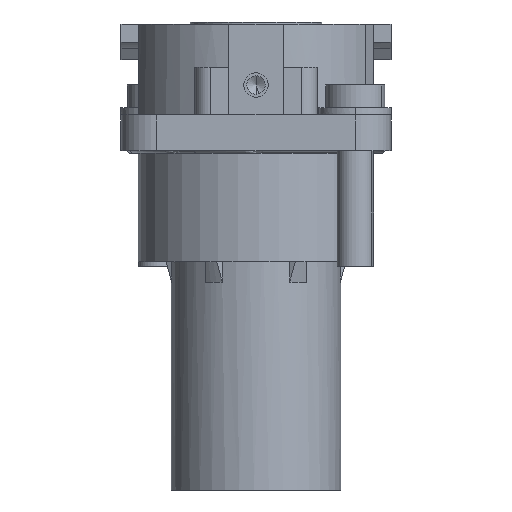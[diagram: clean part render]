
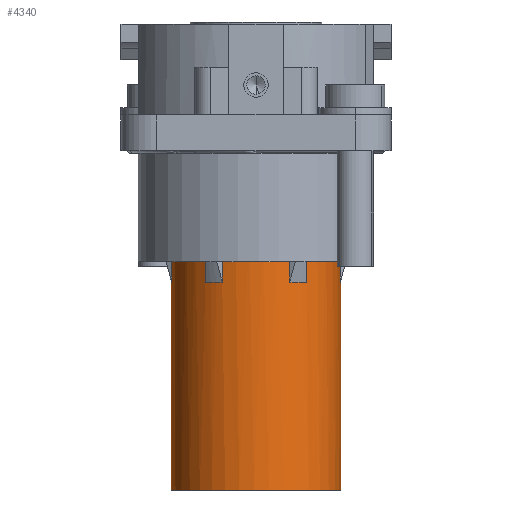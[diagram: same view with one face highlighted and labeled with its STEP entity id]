
A CAD part, front view. The second image highlights one B-rep face of the part: STEP entity #4340.
In plain terms, the highlighted cylindrical face has radius 18.75 mm (diameter 37.5 mm), a partial arc.
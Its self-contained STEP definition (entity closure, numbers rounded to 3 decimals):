
#4194=AXIS2_PLACEMENT_3D('Circle Axis2P3D',#4192,#4193,$) ;
#4217=AXIS2_PLACEMENT_3D('Cylinder Axis2P3D',#4214,#4215,#4216) ;
#4221=AXIS2_PLACEMENT_3D('Circle Axis2P3D',#4219,#4220,$) ;
#4237=AXIS2_PLACEMENT_3D('Circle Axis2P3D',#4235,#4236,$) ;
#4251=AXIS2_PLACEMENT_3D('Circle Axis2P3D',#4249,#4250,$) ;
#4265=AXIS2_PLACEMENT_3D('Circle Axis2P3D',#4263,#4264,$) ;
#4279=AXIS2_PLACEMENT_3D('Circle Axis2P3D',#4277,#4278,$) ;
#4293=AXIS2_PLACEMENT_3D('Circle Axis2P3D',#4291,#4292,$) ;
#4307=AXIS2_PLACEMENT_3D('Circle Axis2P3D',#4305,#4306,$) ;
#4161=CARTESIAN_POINT('Vertex',(48.525,37.74,58.4)) ;
#4189=CARTESIAN_POINT('Vertex',(41.083,24.85,58.4)) ;
#4192=CARTESIAN_POINT('Axis2P3D Location',(29.9,39.9,58.4)) ;
#4214=CARTESIAN_POINT('Axis2P3D Location',(29.9,39.9,51.65)) ;
#4219=CARTESIAN_POINT('Axis2P3D Location',(29.9,39.9,45.9)) ;
#4223=CARTESIAN_POINT('Vertex',(41.083,24.85,45.9)) ;
#4225=CARTESIAN_POINT('Vertex',(37.342,22.69,45.9)) ;
#4228=CARTESIAN_POINT('Line Origine',(37.342,22.69,30.2)) ;
#4232=CARTESIAN_POINT('Vertex',(37.342,22.69,58.4)) ;
#4235=CARTESIAN_POINT('Axis2P3D Location',(29.9,39.9,58.4)) ;
#4239=CARTESIAN_POINT('Vertex',(22.458,22.69,58.4)) ;
#4242=CARTESIAN_POINT('Line Origine',(22.458,22.69,30.2)) ;
#4246=CARTESIAN_POINT('Vertex',(22.458,22.69,45.9)) ;
#4249=CARTESIAN_POINT('Axis2P3D Location',(29.9,39.9,45.9)) ;
#4253=CARTESIAN_POINT('Vertex',(18.717,24.85,45.9)) ;
#4256=CARTESIAN_POINT('Line Origine',(18.717,24.85,30.2)) ;
#4260=CARTESIAN_POINT('Vertex',(18.717,24.85,58.4)) ;
#4263=CARTESIAN_POINT('Axis2P3D Location',(29.9,39.9,58.4)) ;
#4267=CARTESIAN_POINT('Vertex',(11.275,37.74,58.4)) ;
#4270=CARTESIAN_POINT('Line Origine',(11.275,37.74,30.2)) ;
#4274=CARTESIAN_POINT('Vertex',(11.275,37.74,45.9)) ;
#4277=CARTESIAN_POINT('Axis2P3D Location',(29.9,39.9,45.9)) ;
#4281=CARTESIAN_POINT('Vertex',(11.155,40.342,45.9)) ;
#4284=CARTESIAN_POINT('Line Origine',(11.155,40.342,30.2)) ;
#4288=CARTESIAN_POINT('Vertex',(11.155,40.342,0.)) ;
#4291=CARTESIAN_POINT('Axis2P3D Location',(29.9,39.9,0.)) ;
#4295=CARTESIAN_POINT('Vertex',(48.645,39.458,0.)) ;
#4298=CARTESIAN_POINT('Line Origine',(48.645,39.458,30.2)) ;
#4302=CARTESIAN_POINT('Vertex',(48.645,39.458,45.9)) ;
#4305=CARTESIAN_POINT('Axis2P3D Location',(29.9,39.9,45.9)) ;
#4309=CARTESIAN_POINT('Vertex',(48.525,37.74,45.9)) ;
#4312=CARTESIAN_POINT('Line Origine',(48.525,37.74,30.2)) ;
#4317=CARTESIAN_POINT('Line Origine',(41.083,24.85,30.2)) ;
#4193=DIRECTION('Axis2P3D Direction',(0.,0.,1.)) ;
#4215=DIRECTION('Axis2P3D Direction',(0.,0.,1.)) ;
#4216=DIRECTION('Axis2P3D XDirection',(-1.,0.024,0.)) ;
#4220=DIRECTION('Axis2P3D Direction',(0.,0.,1.)) ;
#4229=DIRECTION('Vector Direction',(0.,0.,1.)) ;
#4236=DIRECTION('Axis2P3D Direction',(0.,0.,1.)) ;
#4243=DIRECTION('Vector Direction',(0.,0.,1.)) ;
#4250=DIRECTION('Axis2P3D Direction',(0.,0.,1.)) ;
#4257=DIRECTION('Vector Direction',(0.,0.,1.)) ;
#4264=DIRECTION('Axis2P3D Direction',(0.,0.,1.)) ;
#4271=DIRECTION('Vector Direction',(0.,0.,1.)) ;
#4278=DIRECTION('Axis2P3D Direction',(0.,0.,1.)) ;
#4285=DIRECTION('Vector Direction',(0.,0.,1.)) ;
#4292=DIRECTION('Axis2P3D Direction',(0.,0.,1.)) ;
#4299=DIRECTION('Vector Direction',(0.,0.,1.)) ;
#4306=DIRECTION('Axis2P3D Direction',(0.,0.,1.)) ;
#4313=DIRECTION('Vector Direction',(0.,0.,1.)) ;
#4318=DIRECTION('Vector Direction',(0.,0.,1.)) ;
#4230=VECTOR('Line Direction',#4229,1.) ;
#4244=VECTOR('Line Direction',#4243,1.) ;
#4258=VECTOR('Line Direction',#4257,1.) ;
#4272=VECTOR('Line Direction',#4271,1.) ;
#4286=VECTOR('Line Direction',#4285,1.) ;
#4300=VECTOR('Line Direction',#4299,1.) ;
#4314=VECTOR('Line Direction',#4313,1.) ;
#4319=VECTOR('Line Direction',#4318,1.) ;
#4323=ORIENTED_EDGE('',*,*,#4227,.T.) ;
#4324=ORIENTED_EDGE('',*,*,#4234,.F.) ;
#4325=ORIENTED_EDGE('',*,*,#4241,.F.) ;
#4326=ORIENTED_EDGE('',*,*,#4248,.T.) ;
#4327=ORIENTED_EDGE('',*,*,#4255,.T.) ;
#4328=ORIENTED_EDGE('',*,*,#4262,.F.) ;
#4329=ORIENTED_EDGE('',*,*,#4269,.F.) ;
#4330=ORIENTED_EDGE('',*,*,#4276,.T.) ;
#4331=ORIENTED_EDGE('',*,*,#4283,.T.) ;
#4332=ORIENTED_EDGE('',*,*,#4290,.T.) ;
#4333=ORIENTED_EDGE('',*,*,#4297,.T.) ;
#4334=ORIENTED_EDGE('',*,*,#4304,.F.) ;
#4335=ORIENTED_EDGE('',*,*,#4311,.T.) ;
#4336=ORIENTED_EDGE('',*,*,#4316,.F.) ;
#4337=ORIENTED_EDGE('',*,*,#4196,.F.) ;
#4338=ORIENTED_EDGE('',*,*,#4321,.T.) ;
#4340=ADVANCED_FACE('Hauptk\X2\00F6\X0\rper',(#4339),#4218,.T.) ;
#4195=CIRCLE('generated circle',#4194,18.75) ;
#4222=CIRCLE('generated circle',#4221,18.75) ;
#4238=CIRCLE('generated circle',#4237,18.75) ;
#4252=CIRCLE('generated circle',#4251,18.75) ;
#4266=CIRCLE('generated circle',#4265,18.75) ;
#4280=CIRCLE('generated circle',#4279,18.75) ;
#4294=CIRCLE('generated circle',#4293,18.75) ;
#4308=CIRCLE('generated circle',#4307,18.75) ;
#4218=CYLINDRICAL_SURFACE('generated cylinder',#4217,18.75) ;
#4196=EDGE_CURVE('',#4190,#4162,#4195,.T.) ;
#4227=EDGE_CURVE('',#4224,#4226,#4222,.F.) ;
#4234=EDGE_CURVE('',#4233,#4226,#4231,.F.) ;
#4241=EDGE_CURVE('',#4240,#4233,#4238,.T.) ;
#4248=EDGE_CURVE('',#4240,#4247,#4245,.F.) ;
#4255=EDGE_CURVE('',#4247,#4254,#4252,.F.) ;
#4262=EDGE_CURVE('',#4261,#4254,#4259,.F.) ;
#4269=EDGE_CURVE('',#4268,#4261,#4266,.T.) ;
#4276=EDGE_CURVE('',#4268,#4275,#4273,.F.) ;
#4283=EDGE_CURVE('',#4275,#4282,#4280,.F.) ;
#4290=EDGE_CURVE('',#4282,#4289,#4287,.F.) ;
#4297=EDGE_CURVE('',#4289,#4296,#4294,.T.) ;
#4304=EDGE_CURVE('',#4303,#4296,#4301,.F.) ;
#4311=EDGE_CURVE('',#4303,#4310,#4308,.F.) ;
#4316=EDGE_CURVE('',#4162,#4310,#4315,.F.) ;
#4321=EDGE_CURVE('',#4190,#4224,#4320,.F.) ;
#4322=EDGE_LOOP('',(#4323,#4324,#4325,#4326,#4327,#4328,#4329,#4330,#4331,#4332,#4333,#4334,#4335,#4336,#4337,#4338)) ;
#4339=FACE_OUTER_BOUND('',#4322,.T.) ;
#4231=LINE('Line',#4228,#4230) ;
#4245=LINE('Line',#4242,#4244) ;
#4259=LINE('Line',#4256,#4258) ;
#4273=LINE('Line',#4270,#4272) ;
#4287=LINE('Line',#4284,#4286) ;
#4301=LINE('Line',#4298,#4300) ;
#4315=LINE('Line',#4312,#4314) ;
#4320=LINE('Line',#4317,#4319) ;
#4162=VERTEX_POINT('',#4161) ;
#4190=VERTEX_POINT('',#4189) ;
#4224=VERTEX_POINT('',#4223) ;
#4226=VERTEX_POINT('',#4225) ;
#4233=VERTEX_POINT('',#4232) ;
#4240=VERTEX_POINT('',#4239) ;
#4247=VERTEX_POINT('',#4246) ;
#4254=VERTEX_POINT('',#4253) ;
#4261=VERTEX_POINT('',#4260) ;
#4268=VERTEX_POINT('',#4267) ;
#4275=VERTEX_POINT('',#4274) ;
#4282=VERTEX_POINT('',#4281) ;
#4289=VERTEX_POINT('',#4288) ;
#4296=VERTEX_POINT('',#4295) ;
#4303=VERTEX_POINT('',#4302) ;
#4310=VERTEX_POINT('',#4309) ;
